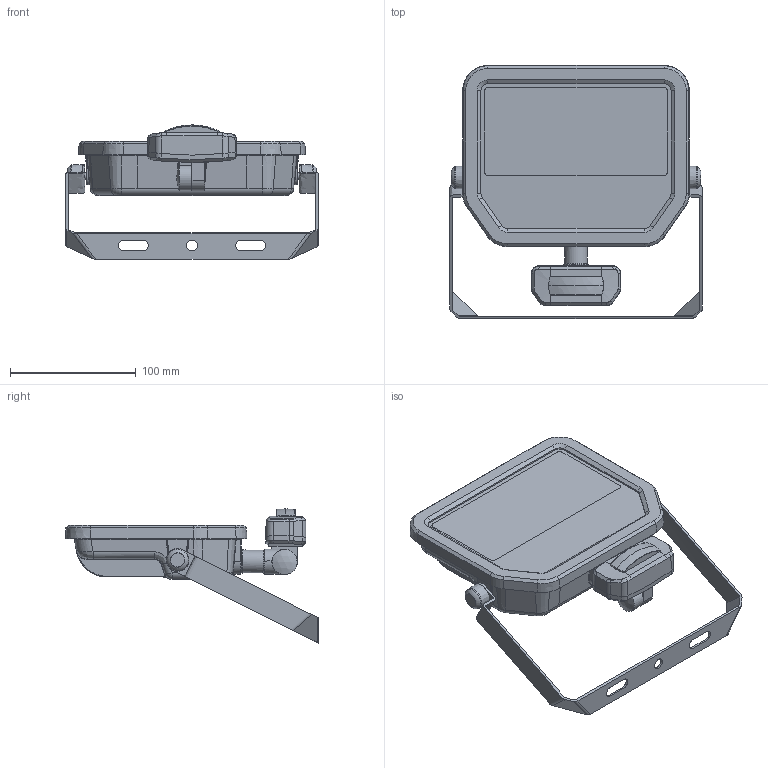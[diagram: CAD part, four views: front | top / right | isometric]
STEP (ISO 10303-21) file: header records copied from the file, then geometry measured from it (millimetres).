
FILE_DESCRIPTION (( 'STEP AP214' ), '1' );
FILE_NAME ('FL_G4_SEN_41W.STEP', '2024-05-29T13:15:40', ( '' ), ( '' ), 'SwSTEP 2.0', 'SolidWorks 2022', '' );
FILE_SCHEMA (( 'AUTOMOTIVE_DESIGN' ));
Length unit declared in the file: millimetre
Products named in the file (1): FL_G4_SEN_41W
Bounding box: 200.6 x 200.94 x 106.65 mm (x, y, z)
Volume: 315634.1 mm3; surface area: 214519.8 mm2
Topology: 9 solids, 10 shells, 903 faces, 2230 edges, 1303 vertices
Faces by surface type: bspline 290, cylinder 256, plane 239, cone 68, torus 43, sphere 7
Full cylindrical faces by diameter (mm): 5 x2, 5.2 x2, 8.5 x1, 18 x1, 19 x1, 20 x1
Entity records: 47660 total; most frequent: CARTESIAN_POINT 19013, ORIENTED_EDGE 4310, DIRECTION 3287, EDGE_CURVE 2155, VERTEX_POINT 1300, AXIS2_PLACEMENT_3D 1233, EDGE_LOOP 945, FACE_OUTER_BOUND 917
